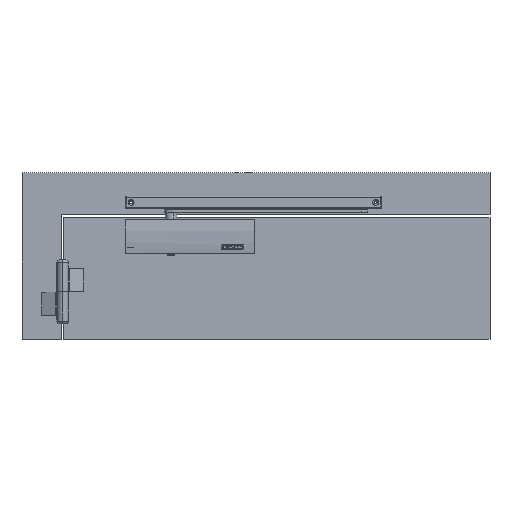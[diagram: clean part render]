
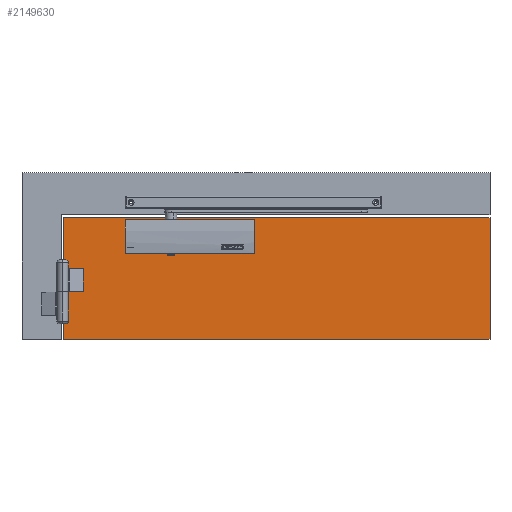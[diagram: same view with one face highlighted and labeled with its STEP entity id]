
A CAD part, top view. The second image highlights one B-rep face of the part: STEP entity #2149630.
In plain terms, the highlighted planar face has unit normal (0, 0, 1).
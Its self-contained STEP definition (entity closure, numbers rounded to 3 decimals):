
#2148200=CARTESIAN_POINT('',(-20.458,222.598,
-322.5));
#2148210=DIRECTION('',(-0.,0.,1.));
#2148220=DIRECTION('',(0.,-1.,0.));
#2148230=AXIS2_PLACEMENT_3D('',#2148200,#2148210,#2148220);
#2148240=PLANE('',#2148230);
#2148250=CARTESIAN_POINT('',(-100.158,31.798,
-322.5));
#2148260=DIRECTION('',(0.,0.,-1.));
#2148270=DIRECTION('',(-1.,0.,0.));
#2148280=AXIS2_PLACEMENT_3D('',#2148250,#2148260,#2148270);
#2148290=CIRCLE('',#2148280,0.3);
#2148300=CARTESIAN_POINT('',(-100.458,31.798,
-322.5));
#2148310=VERTEX_POINT('',#2148300);
#2148320=CARTESIAN_POINT('',(-100.158,32.098,
-322.5));
#2148330=VERTEX_POINT('',#2148320);
#2148340=EDGE_CURVE('',#2148310,#2148330,#2148290,.T.);
#2148350=ORIENTED_EDGE('',*,*,#2148340,.T.);
#2148360=CARTESIAN_POINT('',(-100.458,44.548,
-322.5));
#2148370=DIRECTION('',(0.,-1.,0.));
#2148380=VECTOR('',#2148370,1.);
#2148390=LINE('',#2148360,#2148380);
#2148400=CARTESIAN_POINT('',(-100.458,-27.602,
-322.5));
#2148410=VERTEX_POINT('',#2148400);
#2148420=EDGE_CURVE('',#2148310,#2148410,#2148390,.T.);
#2148430=ORIENTED_EDGE('',*,*,#2148420,.F.);
#2148440=CARTESIAN_POINT('',(-100.158,-27.602,
-322.5));
#2148450=DIRECTION('',(0.,0.,-1.));
#2148460=DIRECTION('',(-1.,0.,0.));
#2148470=AXIS2_PLACEMENT_3D('',#2148440,#2148450,#2148460);
#2148480=CIRCLE('',#2148470,0.3);
#2148490=CARTESIAN_POINT('',(-100.158,-27.902,
-322.5));
#2148500=VERTEX_POINT('',#2148490);
#2148510=EDGE_CURVE('',#2148500,#2148410,#2148480,.T.);
#2148520=ORIENTED_EDGE('',*,*,#2148510,.T.);
#2148530=CARTESIAN_POINT('',(-20.458,-27.902,
-322.5));
#2148540=DIRECTION('',(1.,0.,0.));
#2148550=VECTOR('',#2148540,1.);
#2148560=LINE('',#2148530,#2148550);
#2148570=CARTESIAN_POINT('',(125.242,-27.902,
-322.5));
#2148580=VERTEX_POINT('',#2148570);
#2148590=EDGE_CURVE('',#2148500,#2148580,#2148560,.T.);
#2148600=ORIENTED_EDGE('',*,*,#2148590,.F.);
#2148610=CARTESIAN_POINT('',(125.242,-27.602,
-322.5));
#2148620=DIRECTION('',(0.,0.,1.));
#2148630=DIRECTION('',(1.,0.,0.));
#2148640=AXIS2_PLACEMENT_3D('',#2148610,#2148620,#2148630);
#2148650=CIRCLE('',#2148640,0.3);
#2148660=CARTESIAN_POINT('',(125.542,-27.602,
-322.5));
#2148670=VERTEX_POINT('',#2148660);
#2148680=EDGE_CURVE('',#2148580,#2148670,#2148650,.T.);
#2148690=ORIENTED_EDGE('',*,*,#2148680,.F.);
#2148700=CARTESIAN_POINT('',(125.542,44.548,
-322.5));
#2148710=DIRECTION('',(0.,1.,0.));
#2148720=VECTOR('',#2148710,1.);
#2148730=LINE('',#2148700,#2148720);
#2148740=CARTESIAN_POINT('',(125.542,31.798,
-322.5));
#2148750=VERTEX_POINT('',#2148740);
#2148760=EDGE_CURVE('',#2148670,#2148750,#2148730,.T.);
#2148770=ORIENTED_EDGE('',*,*,#2148760,.F.);
#2148780=CARTESIAN_POINT('',(125.242,31.798,
-322.5));
#2148790=DIRECTION('',(0.,0.,-1.));
#2148800=DIRECTION('',(-1.,0.,0.));
#2148810=AXIS2_PLACEMENT_3D('',#2148780,#2148790,#2148800);
#2148820=CIRCLE('',#2148810,0.3);
#2148830=CARTESIAN_POINT('',(125.242,32.098,
-322.5));
#2148840=VERTEX_POINT('',#2148830);
#2148850=EDGE_CURVE('',#2148840,#2148750,#2148820,.T.);
#2148860=ORIENTED_EDGE('',*,*,#2148850,.T.);
#2148870=CARTESIAN_POINT('',(-20.458,32.098,
-322.5));
#2148880=DIRECTION('',(-1.,0.,0.));
#2148890=VECTOR('',#2148880,1.);
#2148900=LINE('',#2148870,#2148890);
#2148910=EDGE_CURVE('',#2148840,#2148330,#2148900,.T.);
#2148920=ORIENTED_EDGE('',*,*,#2148910,.F.);
#2148930=EDGE_LOOP('',(#2148920,#2148860,#2148770,#2148690,#2148600,
#2148520,#2148430,#2148350));
#2148940=FACE_BOUND('',#2148930,.T.);
#2148950=CARTESIAN_POINT('',(-20.458,-93.65,
-322.5));
#2148960=DIRECTION('',(1.,0.,0.));
#2148970=VECTOR('',#2148960,1.);
#2148980=LINE('',#2148950,#2148970);
#2148990=CARTESIAN_POINT('',(-206.458,-93.65,
-322.5));
#2149000=VERTEX_POINT('',#2148990);
#2149010=CARTESIAN_POINT('',(-174.458,-93.65,
-322.5));
#2149020=VERTEX_POINT('',#2149010);
#2149030=EDGE_CURVE('',#2149000,#2149020,#2148980,.T.);
#2149040=ORIENTED_EDGE('',*,*,#2149030,.F.);
#2149050=CARTESIAN_POINT('',(-174.458,44.548,
-322.5));
#2149060=DIRECTION('',(0.,1.,0.));
#2149070=VECTOR('',#2149060,1.);
#2149080=LINE('',#2149050,#2149070);
#2149090=CARTESIAN_POINT('',(-174.458,-53.65,
-322.5));
#2149100=VERTEX_POINT('',#2149090);
#2149110=EDGE_CURVE('',#2149020,#2149100,#2149080,.T.);
#2149120=ORIENTED_EDGE('',*,*,#2149110,.F.);
#2149130=CARTESIAN_POINT('',(-20.458,-53.65,
-322.5));
#2149140=DIRECTION('',(-1.,0.,0.));
#2149150=VECTOR('',#2149140,1.);
#2149160=LINE('',#2149130,#2149150);
#2149170=CARTESIAN_POINT('',(-206.458,-53.65,
-322.5));
#2149180=VERTEX_POINT('',#2149170);
#2149190=EDGE_CURVE('',#2149100,#2149180,#2149160,.T.);
#2149200=ORIENTED_EDGE('',*,*,#2149190,.F.);
#2149210=CARTESIAN_POINT('',(-206.458,44.548,
-322.5));
#2149220=DIRECTION('',(0.,-1.,0.));
#2149230=VECTOR('',#2149220,1.);
#2149240=LINE('',#2149210,#2149230);
#2149250=EDGE_CURVE('',#2149180,#2149000,#2149240,.T.);
#2149260=ORIENTED_EDGE('',*,*,#2149250,.F.);
#2149270=EDGE_LOOP('',(#2149260,#2149200,#2149120,#2149040));
#2149280=FACE_BOUND('',#2149270,.T.);
#2149290=CARTESIAN_POINT('',(538.042,44.548,
-322.5));
#2149300=DIRECTION('',(0.,1.,0.));
#2149310=VECTOR('',#2149300,1.);
#2149320=LINE('',#2149290,#2149310);
#2149330=CARTESIAN_POINT('',(538.042,-177.402,
-322.5));
#2149340=VERTEX_POINT('',#2149330);
#2149350=CARTESIAN_POINT('',(538.042,35.498,
-322.5));
#2149360=VERTEX_POINT('',#2149350);
#2149370=EDGE_CURVE('',#2149340,#2149360,#2149320,.T.);
#2149380=ORIENTED_EDGE('',*,*,#2149370,.T.);
#2149390=CARTESIAN_POINT('',(-20.458,-177.402,
-322.5));
#2149400=DIRECTION('',(-1.,0.,0.));
#2149410=VECTOR('',#2149400,1.);
#2149420=LINE('',#2149390,#2149410);
#2149430=CARTESIAN_POINT('',(-207.958,-177.402,
-322.5));
#2149440=VERTEX_POINT('',#2149430);
#2149450=EDGE_CURVE('',#2149340,#2149440,#2149420,.T.);
#2149460=ORIENTED_EDGE('',*,*,#2149450,.F.);
#2149470=CARTESIAN_POINT('',(-207.958,44.548,
-322.5));
#2149480=DIRECTION('',(0.,-1.,0.));
#2149490=VECTOR('',#2149480,1.);
#2149500=LINE('',#2149470,#2149490);
#2149510=CARTESIAN_POINT('',(-207.958,35.498,
-322.5));
#2149520=VERTEX_POINT('',#2149510);
#2149530=EDGE_CURVE('',#2149520,#2149440,#2149500,.T.);
#2149540=ORIENTED_EDGE('',*,*,#2149530,.T.);
#2149550=CARTESIAN_POINT('',(-20.458,35.498,
-322.5));
#2149560=DIRECTION('',(-1.,0.,0.));
#2149570=VECTOR('',#2149560,1.);
#2149580=LINE('',#2149550,#2149570);
#2149590=EDGE_CURVE('',#2149360,#2149520,#2149580,.T.);
#2149600=ORIENTED_EDGE('',*,*,#2149590,.T.);
#2149610=EDGE_LOOP('',(#2149600,#2149540,#2149460,#2149380));
#2149620=FACE_OUTER_BOUND('',#2149610,.T.);
#2149630=ADVANCED_FACE('',(#2148940,#2149280,#2149620),#2148240,.T.);
